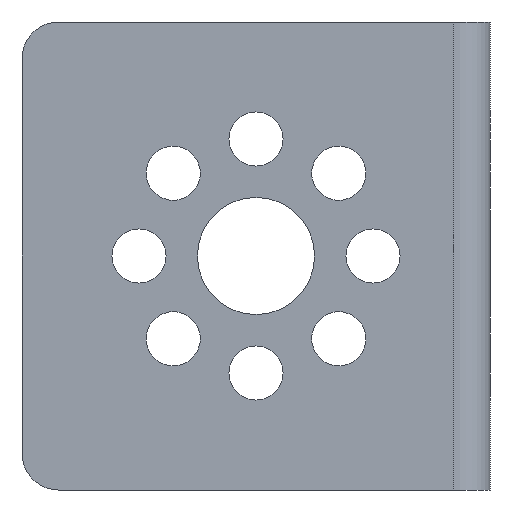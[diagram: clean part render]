
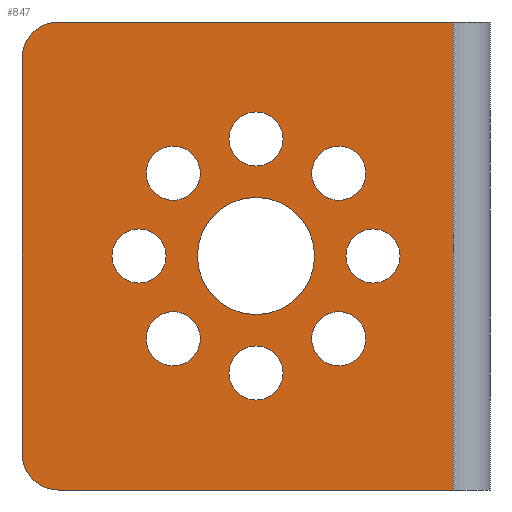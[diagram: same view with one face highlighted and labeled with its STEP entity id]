
A CAD part, left-side view. The second image highlights one B-rep face of the part: STEP entity #847.
In plain terms, the highlighted planar face has unit normal (-1, 0, 0).
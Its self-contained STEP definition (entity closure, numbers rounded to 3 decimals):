
#47=FACE_BOUND('',#174,.T.);
#48=FACE_BOUND('',#175,.T.);
#49=FACE_BOUND('',#176,.T.);
#50=FACE_BOUND('',#177,.T.);
#51=FACE_BOUND('',#178,.T.);
#52=FACE_BOUND('',#179,.T.);
#53=FACE_BOUND('',#180,.T.);
#54=FACE_BOUND('',#181,.T.);
#55=FACE_BOUND('',#182,.T.);
#130=FACE_OUTER_BOUND('',#173,.T.);
#173=EDGE_LOOP('',(#619,#620,#621,#622,#623,#624));
#174=EDGE_LOOP('',(#625));
#175=EDGE_LOOP('',(#626));
#176=EDGE_LOOP('',(#627));
#177=EDGE_LOOP('',(#628));
#178=EDGE_LOOP('',(#629));
#179=EDGE_LOOP('',(#630));
#180=EDGE_LOOP('',(#631));
#181=EDGE_LOOP('',(#632));
#182=EDGE_LOOP('',(#633));
#296=LINE('',#1259,#326);
#309=LINE('',#1288,#339);
#311=LINE('',#1293,#341);
#312=LINE('',#1297,#342);
#326=VECTOR('',#1008,27.);
#339=VECTOR('',#1025,27.);
#341=VECTOR('',#1031,32.);
#342=VECTOR('',#1034,27.);
#359=CIRCLE('',#897,2.5);
#360=CIRCLE('',#898,2.5);
#361=CIRCLE('',#899,4.);
#362=CIRCLE('',#900,1.85);
#363=CIRCLE('',#901,1.85);
#364=CIRCLE('',#902,1.85);
#365=CIRCLE('',#903,1.85);
#366=CIRCLE('',#904,1.85);
#367=CIRCLE('',#905,1.85);
#368=CIRCLE('',#906,1.85);
#369=CIRCLE('',#907,1.85);
#424=VERTEX_POINT('',#1256);
#425=VERTEX_POINT('',#1258);
#438=VERTEX_POINT('',#1285);
#439=VERTEX_POINT('',#1287);
#441=VERTEX_POINT('',#1294);
#442=VERTEX_POINT('',#1296);
#443=VERTEX_POINT('',#1299);
#444=VERTEX_POINT('',#1301);
#445=VERTEX_POINT('',#1303);
#446=VERTEX_POINT('',#1305);
#447=VERTEX_POINT('',#1307);
#448=VERTEX_POINT('',#1309);
#449=VERTEX_POINT('',#1311);
#450=VERTEX_POINT('',#1313);
#451=VERTEX_POINT('',#1315);
#506=EDGE_CURVE('',#425,#424,#296,.T.);
#520=EDGE_CURVE('',#438,#439,#309,.T.);
#523=EDGE_CURVE('',#439,#424,#311,.T.);
#524=EDGE_CURVE('',#438,#441,#359,.T.);
#525=EDGE_CURVE('',#442,#441,#312,.T.);
#526=EDGE_CURVE('',#442,#425,#360,.T.);
#527=EDGE_CURVE('',#443,#443,#361,.T.);
#528=EDGE_CURVE('',#444,#444,#362,.T.);
#529=EDGE_CURVE('',#445,#445,#363,.T.);
#530=EDGE_CURVE('',#446,#446,#364,.T.);
#531=EDGE_CURVE('',#447,#447,#365,.T.);
#532=EDGE_CURVE('',#448,#448,#366,.T.);
#533=EDGE_CURVE('',#449,#449,#367,.T.);
#534=EDGE_CURVE('',#450,#450,#368,.T.);
#535=EDGE_CURVE('',#451,#451,#369,.T.);
#619=ORIENTED_EDGE('',*,*,#523,.F.);
#620=ORIENTED_EDGE('',*,*,#520,.F.);
#621=ORIENTED_EDGE('',*,*,#524,.T.);
#622=ORIENTED_EDGE('',*,*,#525,.F.);
#623=ORIENTED_EDGE('',*,*,#526,.T.);
#624=ORIENTED_EDGE('',*,*,#506,.T.);
#625=ORIENTED_EDGE('',*,*,#527,.T.);
#626=ORIENTED_EDGE('',*,*,#528,.T.);
#627=ORIENTED_EDGE('',*,*,#529,.T.);
#628=ORIENTED_EDGE('',*,*,#530,.T.);
#629=ORIENTED_EDGE('',*,*,#531,.T.);
#630=ORIENTED_EDGE('',*,*,#532,.T.);
#631=ORIENTED_EDGE('',*,*,#533,.T.);
#632=ORIENTED_EDGE('',*,*,#534,.T.);
#633=ORIENTED_EDGE('',*,*,#535,.T.);
#793=PLANE('',#896);
#847=ADVANCED_FACE('',(#130,#47,#48,#49,#50,#51,#52,#53,#54,#55),#793,.T.);
#896=AXIS2_PLACEMENT_3D('',#1292,#1029,#1030);
#897=AXIS2_PLACEMENT_3D('',#1295,#1032,#1033);
#898=AXIS2_PLACEMENT_3D('',#1298,#1035,#1036);
#899=AXIS2_PLACEMENT_3D('',#1300,#1037,#1038);
#900=AXIS2_PLACEMENT_3D('',#1302,#1039,#1040);
#901=AXIS2_PLACEMENT_3D('',#1304,#1041,#1042);
#902=AXIS2_PLACEMENT_3D('',#1306,#1043,#1044);
#903=AXIS2_PLACEMENT_3D('',#1308,#1045,#1046);
#904=AXIS2_PLACEMENT_3D('',#1310,#1047,#1048);
#905=AXIS2_PLACEMENT_3D('',#1312,#1049,#1050);
#906=AXIS2_PLACEMENT_3D('',#1314,#1051,#1052);
#907=AXIS2_PLACEMENT_3D('',#1316,#1053,#1054);
#1008=DIRECTION('',(0.,-1.,0.));
#1025=DIRECTION('',(0.,-1.,0.));
#1029=DIRECTION('center_axis',(-1.,0.,0.));
#1030=DIRECTION('ref_axis',(0.,0.,1.));
#1031=DIRECTION('',(0.,0.,-1.));
#1032=DIRECTION('center_axis',(-1.,0.,0.));
#1033=DIRECTION('ref_axis',(0.,0.,1.));
#1034=DIRECTION('',(0.,0.,1.));
#1035=DIRECTION('center_axis',(-1.,0.,0.));
#1036=DIRECTION('ref_axis',(0.,1.,0.));
#1037=DIRECTION('center_axis',(1.,0.,0.));
#1038=DIRECTION('ref_axis',(0.,0.,-1.));
#1039=DIRECTION('center_axis',(1.,0.,0.));
#1040=DIRECTION('ref_axis',(0.,0.,-1.));
#1041=DIRECTION('center_axis',(1.,0.,0.));
#1042=DIRECTION('ref_axis',(0.,0.,-1.));
#1043=DIRECTION('center_axis',(1.,0.,0.));
#1044=DIRECTION('ref_axis',(0.,0.,-1.));
#1045=DIRECTION('center_axis',(1.,0.,0.));
#1046=DIRECTION('ref_axis',(0.,0.,-1.));
#1047=DIRECTION('center_axis',(1.,0.,0.));
#1048=DIRECTION('ref_axis',(0.,0.,-1.));
#1049=DIRECTION('center_axis',(1.,0.,0.));
#1050=DIRECTION('ref_axis',(0.,0.,-1.));
#1051=DIRECTION('center_axis',(1.,0.,0.));
#1052=DIRECTION('ref_axis',(0.,0.,-1.));
#1053=DIRECTION('center_axis',(1.,0.,0.));
#1054=DIRECTION('ref_axis',(0.,0.,-1.));
#1256=CARTESIAN_POINT('',(-16.,2.5,-16.));
#1258=CARTESIAN_POINT('',(-16.,29.5,-16.));
#1259=CARTESIAN_POINT('',(-16.,29.5,-16.));
#1285=CARTESIAN_POINT('',(-16.,29.5,16.));
#1287=CARTESIAN_POINT('',(-16.,2.5,16.));
#1288=CARTESIAN_POINT('',(-16.,29.5,16.));
#1292=CARTESIAN_POINT('Origin',(-16.,32.,-16.));
#1293=CARTESIAN_POINT('',(-16.,2.5,16.));
#1294=CARTESIAN_POINT('',(-16.,32.,13.5));
#1295=CARTESIAN_POINT('Origin',(-16.,29.5,13.5));
#1296=CARTESIAN_POINT('',(-16.,32.,-13.5));
#1297=CARTESIAN_POINT('',(-16.,32.,-13.5));
#1298=CARTESIAN_POINT('Origin',(-16.,29.5,-13.5));
#1299=CARTESIAN_POINT('',(-16.,16.,-4.));
#1300=CARTESIAN_POINT('Origin',(-16.,16.,0.));
#1301=CARTESIAN_POINT('',(-16.,16.,-9.85));
#1302=CARTESIAN_POINT('Origin',(-16.,16.,-8.));
#1303=CARTESIAN_POINT('',(-16.,24.,-1.85));
#1304=CARTESIAN_POINT('Origin',(-16.,24.,0.));
#1305=CARTESIAN_POINT('',(-16.,16.,6.15));
#1306=CARTESIAN_POINT('Origin',(-16.,16.,8.));
#1307=CARTESIAN_POINT('',(-16.,8.,-1.85));
#1308=CARTESIAN_POINT('Origin',(-16.,8.,0.));
#1309=CARTESIAN_POINT('',(-16.,21.657,-7.507));
#1310=CARTESIAN_POINT('Origin',(-16.,21.657,-5.657));
#1311=CARTESIAN_POINT('',(-16.,21.657,3.807));
#1312=CARTESIAN_POINT('Origin',(-16.,21.657,5.657));
#1313=CARTESIAN_POINT('',(-16.,10.343,3.807));
#1314=CARTESIAN_POINT('Origin',(-16.,10.343,5.657));
#1315=CARTESIAN_POINT('',(-16.,10.343,-7.507));
#1316=CARTESIAN_POINT('Origin',(-16.,10.343,-5.657));
